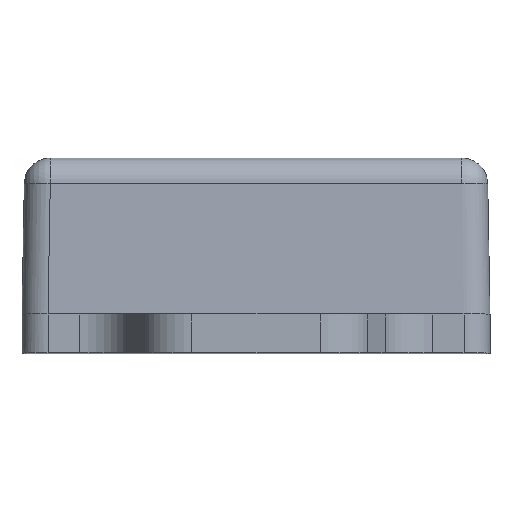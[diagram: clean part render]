
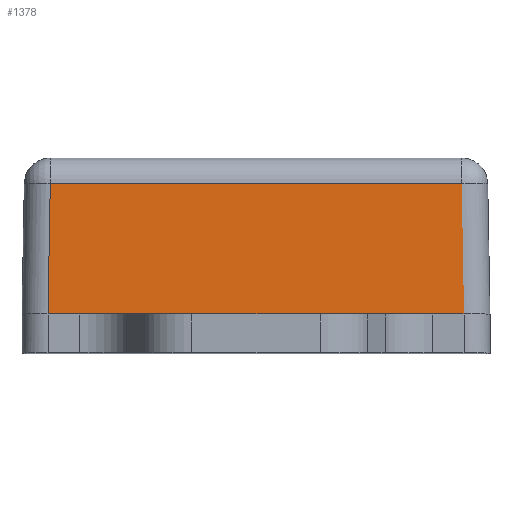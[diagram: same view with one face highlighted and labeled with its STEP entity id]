
A CAD part, top view. The second image highlights one B-rep face of the part: STEP entity #1378.
In plain terms, the highlighted planar face has unit normal (0, 0.018, 1).
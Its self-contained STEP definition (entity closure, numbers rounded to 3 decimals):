
#16 = LINE ( 'NONE', #1374, #276 ) ;
#33 = DIRECTION ( 'NONE',  ( 0., -1., 0.017 ) ) ;
#42 = CARTESIAN_POINT ( 'NONE',  ( -18., 0., 18. ) ) ;
#45 = DIRECTION ( 'NONE',  ( -0.017, 1., -0.017 ) ) ;
#72 = LINE ( 'NONE', #1596, #818 ) ;
#80 = EDGE_CURVE ( 'NONE', #337, #718, #16, .T. ) ;
#81 = CARTESIAN_POINT ( 'NONE',  ( 16., 0., 18. ) ) ;
#172 = ORIENTED_EDGE ( 'NONE', *, *, #193, .T. ) ;
#193 = EDGE_CURVE ( 'NONE', #640, #1320, #1047, .T. ) ;
#254 = VERTEX_POINT ( 'NONE', #556 ) ;
#276 = VECTOR ( 'NONE', #747, 1000. ) ;
#280 = DIRECTION ( 'NONE',  ( -1., 0., 0. ) ) ;
#284 = VECTOR ( 'NONE', #280, 1000. ) ;
#330 = ORIENTED_EDGE ( 'NONE', *, *, #1236, .T. ) ;
#337 = VERTEX_POINT ( 'NONE', #1267 ) ;
#357 = DIRECTION ( 'NONE',  ( 0., 1., 0. ) ) ;
#413 = VERTEX_POINT ( 'NONE', #527 ) ;
#461 = EDGE_LOOP ( 'NONE', ( #1208, #949, #803, #1479, #887, #330, #172 ) ) ;
#482 = AXIS2_PLACEMENT_3D ( 'NONE', #1111, #357, #491 ) ;
#491 = DIRECTION ( 'NONE',  ( 0., 0., -1. ) ) ;
#518 = VERTEX_POINT ( 'NONE', #793 ) ;
#523 = DIRECTION ( 'NONE',  ( -1., 0., 0. ) ) ;
#527 = CARTESIAN_POINT ( 'NONE',  ( 13.576, 0., 18. ) ) ;
#556 = CARTESIAN_POINT ( 'NONE',  ( -13.576, 0., 18. ) ) ;
#640 = VERTEX_POINT ( 'NONE', #81 ) ;
#686 = DIRECTION ( 'NONE',  ( -1., 0., 0. ) ) ;
#718 = VERTEX_POINT ( 'NONE', #722 ) ;
#722 = CARTESIAN_POINT ( 'NONE',  ( -16., 0., 18. ) ) ;
#747 = DIRECTION ( 'NONE',  ( -0.017, -1., 0.017 ) ) ;
#762 = CARTESIAN_POINT ( 'NONE',  ( 11., 0., 18. ) ) ;
#781 = EDGE_CURVE ( 'NONE', #413, #254, #72, .T. ) ;
#793 = CARTESIAN_POINT ( 'NONE',  ( 16., 0., 18. ) ) ;
#803 = ORIENTED_EDGE ( 'NONE', *, *, #1304, .F. ) ;
#818 = VECTOR ( 'NONE', #686, 1000. ) ;
#869 = VECTOR ( 'NONE', #1408, 1000. ) ;
#887 = ORIENTED_EDGE ( 'NONE', *, *, #1283, .F. ) ;
#904 = LINE ( 'NONE', #1515, #284 ) ;
#933 = LINE ( 'NONE', #1430, #869 ) ;
#949 = ORIENTED_EDGE ( 'NONE', *, *, #80, .T. ) ;
#975 = CIRCLE ( 'NONE', #482, 2. ) ;
#1004 = DIRECTION ( 'NONE',  ( 0., 0.017, 1. ) ) ;
#1047 = LINE ( 'NONE', #1532, #1387 ) ;
#1100 = EDGE_CURVE ( 'NONE', #1320, #337, #933, .T. ) ;
#1111 = CARTESIAN_POINT ( 'NONE',  ( 16., 0., 16. ) ) ;
#1139 = PLANE ( 'NONE',  #1229 ) ;
#1208 = ORIENTED_EDGE ( 'NONE', *, *, #1100, .T. ) ;
#1229 = AXIS2_PLACEMENT_3D ( 'NONE', #42, #1004, #33 ) ;
#1236 = EDGE_CURVE ( 'NONE', #518, #640, #975, .T. ) ;
#1267 = CARTESIAN_POINT ( 'NONE',  ( -15.825, 10.035, 17.825 ) ) ;
#1269 = LINE ( 'NONE', #762, #1357 ) ;
#1283 = EDGE_CURVE ( 'NONE', #518, #413, #1269, .T. ) ;
#1304 = EDGE_CURVE ( 'NONE', #254, #718, #904, .T. ) ;
#1320 = VERTEX_POINT ( 'NONE', #1369 ) ;
#1357 = VECTOR ( 'NONE', #523, 1000. ) ;
#1369 = CARTESIAN_POINT ( 'NONE',  ( 15.825, 10.035, 17.825 ) ) ;
#1374 = CARTESIAN_POINT ( 'NONE',  ( -16.001, -0.035, 18.001 ) ) ;
#1378 = ADVANCED_FACE ( 'NONE', ( #1537 ), #1139, .T. ) ;
#1387 = VECTOR ( 'NONE', #45, 1000. ) ;
#1408 = DIRECTION ( 'NONE',  ( -1., 0., 0. ) ) ;
#1430 = CARTESIAN_POINT ( 'NONE',  ( -18., 10.035, 17.825 ) ) ;
#1479 = ORIENTED_EDGE ( 'NONE', *, *, #781, .F. ) ;
#1515 = CARTESIAN_POINT ( 'NONE',  ( -18., 0., 18. ) ) ;
#1532 = CARTESIAN_POINT ( 'NONE',  ( 15.99, 0.593, 17.99 ) ) ;
#1537 = FACE_OUTER_BOUND ( 'NONE', #461, .T. ) ;
#1596 = CARTESIAN_POINT ( 'NONE',  ( -18., 0., 18. ) ) ;
